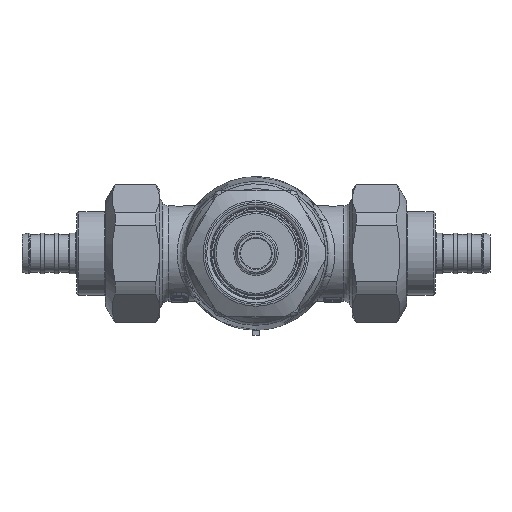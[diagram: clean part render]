
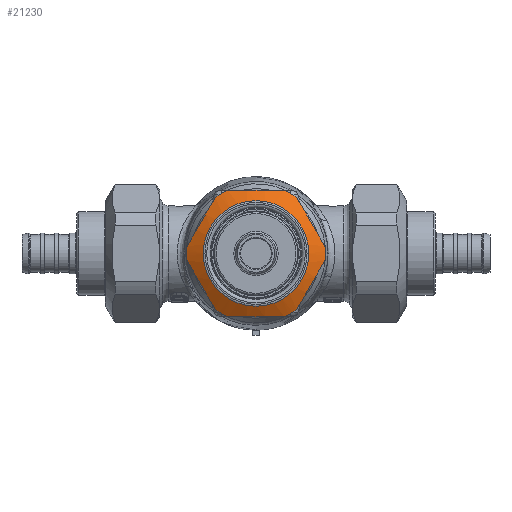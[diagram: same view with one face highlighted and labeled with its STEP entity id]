
A CAD part, front view. The second image highlights one B-rep face of the part: STEP entity #21230.
In plain terms, the highlighted conical face has half-angle 60 degrees and reference radius 17.78 mm.
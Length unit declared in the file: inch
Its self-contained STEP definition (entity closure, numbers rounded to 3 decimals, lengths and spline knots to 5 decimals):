
#37=(
BOUNDED_CURVE()
B_SPLINE_CURVE(2,(#76171,#76172,#76173),.UNSPECIFIED.,.F.,.F.)
B_SPLINE_CURVE_WITH_KNOTS((3,3),(0.,1.67512),.UNSPECIFIED.)
CURVE()
GEOMETRIC_REPRESENTATION_ITEM()
RATIONAL_B_SPLINE_CURVE((1.,1.096,1.))
REPRESENTATION_ITEM('')
);
#38=(
BOUNDED_CURVE()
B_SPLINE_CURVE(2,(#76177,#76178,#76179),.UNSPECIFIED.,.F.,.F.)
B_SPLINE_CURVE_WITH_KNOTS((3,3),(0.,1.67512),.UNSPECIFIED.)
CURVE()
GEOMETRIC_REPRESENTATION_ITEM()
RATIONAL_B_SPLINE_CURVE((1.,1.096,1.))
REPRESENTATION_ITEM('')
);
#39=(
BOUNDED_CURVE()
B_SPLINE_CURVE(2,(#76183,#76184,#76185),.UNSPECIFIED.,.F.,.F.)
B_SPLINE_CURVE_WITH_KNOTS((3,3),(0.,1.67512),.UNSPECIFIED.)
CURVE()
GEOMETRIC_REPRESENTATION_ITEM()
RATIONAL_B_SPLINE_CURVE((1.,1.096,1.))
REPRESENTATION_ITEM('')
);
#40=(
BOUNDED_CURVE()
B_SPLINE_CURVE(2,(#76189,#76190,#76191),.UNSPECIFIED.,.F.,.F.)
B_SPLINE_CURVE_WITH_KNOTS((3,3),(0.,1.67512),.UNSPECIFIED.)
CURVE()
GEOMETRIC_REPRESENTATION_ITEM()
RATIONAL_B_SPLINE_CURVE((1.,1.096,1.))
REPRESENTATION_ITEM('')
);
#41=(
BOUNDED_CURVE()
B_SPLINE_CURVE(2,(#76195,#76196,#76197),.UNSPECIFIED.,.F.,.F.)
B_SPLINE_CURVE_WITH_KNOTS((3,3),(0.,1.67512),.UNSPECIFIED.)
CURVE()
GEOMETRIC_REPRESENTATION_ITEM()
RATIONAL_B_SPLINE_CURVE((1.,1.096,1.))
REPRESENTATION_ITEM('')
);
#42=(
BOUNDED_CURVE()
B_SPLINE_CURVE(2,(#76201,#76202,#76203),.UNSPECIFIED.,.F.,.F.)
B_SPLINE_CURVE_WITH_KNOTS((3,3),(0.,1.67512),.UNSPECIFIED.)
CURVE()
GEOMETRIC_REPRESENTATION_ITEM()
RATIONAL_B_SPLINE_CURVE((1.,1.096,1.))
REPRESENTATION_ITEM('')
);
#1065=CONICAL_SURFACE('',#23524,0.7,1.047);
#2610=FACE_OUTER_BOUND('',#4021,.T.);
#4021=EDGE_LOOP('',(#18059,#18060,#18061,#18062,#18063,#18064,#18065,#18066,
#18067,#18068,#18069,#18070,#18071,#18072,#18073,#18074));
#5258=CIRCLE('',#23521,0.60928);
#5260=CIRCLE('',#23525,0.8);
#5261=CIRCLE('',#23526,0.8);
#5262=CIRCLE('',#23527,0.8);
#5263=CIRCLE('',#23528,0.8);
#5264=CIRCLE('',#23529,0.8);
#5265=CIRCLE('',#23530,0.8);
#5266=CIRCLE('',#23531,0.8);
#6109=LINE('',#76167,#6953);
#6953=VECTOR('',#28890,0.7);
#9248=VERTEX_POINT('',#76159);
#9250=VERTEX_POINT('',#76166);
#9251=VERTEX_POINT('',#76168);
#9252=VERTEX_POINT('',#76170);
#9253=VERTEX_POINT('',#76174);
#9254=VERTEX_POINT('',#76176);
#9255=VERTEX_POINT('',#76180);
#9256=VERTEX_POINT('',#76182);
#9257=VERTEX_POINT('',#76186);
#9258=VERTEX_POINT('',#76188);
#9259=VERTEX_POINT('',#76192);
#9260=VERTEX_POINT('',#76194);
#9261=VERTEX_POINT('',#76198);
#9262=VERTEX_POINT('',#76200);
#12190=EDGE_CURVE('',#9248,#9248,#5258,.T.);
#12192=EDGE_CURVE('',#9248,#9250,#6109,.T.);
#12193=EDGE_CURVE('',#9251,#9250,#5260,.T.);
#12194=EDGE_CURVE('',#9252,#9251,#37,.T.);
#12195=EDGE_CURVE('',#9253,#9252,#5261,.T.);
#12196=EDGE_CURVE('',#9254,#9253,#38,.T.);
#12197=EDGE_CURVE('',#9255,#9254,#5262,.T.);
#12198=EDGE_CURVE('',#9256,#9255,#39,.T.);
#12199=EDGE_CURVE('',#9257,#9256,#5263,.T.);
#12200=EDGE_CURVE('',#9258,#9257,#40,.T.);
#12201=EDGE_CURVE('',#9259,#9258,#5264,.T.);
#12202=EDGE_CURVE('',#9260,#9259,#41,.T.);
#12203=EDGE_CURVE('',#9261,#9260,#5265,.T.);
#12204=EDGE_CURVE('',#9262,#9261,#42,.T.);
#12205=EDGE_CURVE('',#9250,#9262,#5266,.T.);
#18059=ORIENTED_EDGE('',*,*,#12190,.F.);
#18060=ORIENTED_EDGE('',*,*,#12192,.T.);
#18061=ORIENTED_EDGE('',*,*,#12193,.F.);
#18062=ORIENTED_EDGE('',*,*,#12194,.F.);
#18063=ORIENTED_EDGE('',*,*,#12195,.F.);
#18064=ORIENTED_EDGE('',*,*,#12196,.F.);
#18065=ORIENTED_EDGE('',*,*,#12197,.F.);
#18066=ORIENTED_EDGE('',*,*,#12198,.F.);
#18067=ORIENTED_EDGE('',*,*,#12199,.F.);
#18068=ORIENTED_EDGE('',*,*,#12200,.F.);
#18069=ORIENTED_EDGE('',*,*,#12201,.F.);
#18070=ORIENTED_EDGE('',*,*,#12202,.F.);
#18071=ORIENTED_EDGE('',*,*,#12203,.F.);
#18072=ORIENTED_EDGE('',*,*,#12204,.F.);
#18073=ORIENTED_EDGE('',*,*,#12205,.F.);
#18074=ORIENTED_EDGE('',*,*,#12192,.F.);
#21230=ADVANCED_FACE('',(#2610),#1065,.T.);
#23521=AXIS2_PLACEMENT_3D('',#76161,#28882,#28883);
#23524=AXIS2_PLACEMENT_3D('',#76165,#28888,#28889);
#23525=AXIS2_PLACEMENT_3D('',#76169,#28891,#28892);
#23526=AXIS2_PLACEMENT_3D('',#76175,#28893,#28894);
#23527=AXIS2_PLACEMENT_3D('',#76181,#28895,#28896);
#23528=AXIS2_PLACEMENT_3D('',#76187,#28897,#28898);
#23529=AXIS2_PLACEMENT_3D('',#76193,#28899,#28900);
#23530=AXIS2_PLACEMENT_3D('',#76199,#28901,#28902);
#23531=AXIS2_PLACEMENT_3D('',#76204,#28903,#28904);
#28882=DIRECTION('center_axis',(0.,-1.,0.));
#28883=DIRECTION('ref_axis',(-1.,0.,0.));
#28888=DIRECTION('center_axis',(0.,1.,0.));
#28889=DIRECTION('ref_axis',(1.,0.,0.));
#28890=DIRECTION('',(-0.866,0.5,0.));
#28891=DIRECTION('center_axis',(0.,1.,0.));
#28892=DIRECTION('ref_axis',(-1.,0.,0.));
#28893=DIRECTION('center_axis',(0.,1.,0.));
#28894=DIRECTION('ref_axis',(-1.,0.,0.));
#28895=DIRECTION('center_axis',(0.,1.,0.));
#28896=DIRECTION('ref_axis',(-1.,0.,0.));
#28897=DIRECTION('center_axis',(0.,1.,0.));
#28898=DIRECTION('ref_axis',(-1.,0.,0.));
#28899=DIRECTION('center_axis',(0.,1.,0.));
#28900=DIRECTION('ref_axis',(-1.,0.,0.));
#28901=DIRECTION('center_axis',(0.,1.,0.));
#28902=DIRECTION('ref_axis',(-1.,0.,0.));
#28903=DIRECTION('center_axis',(0.,1.,0.));
#28904=DIRECTION('ref_axis',(-1.,0.,0.));
#76159=CARTESIAN_POINT('',(-0.60928,-2.50437,0.));
#76161=CARTESIAN_POINT('Origin',(0.,-2.50437,
0.));
#76165=CARTESIAN_POINT('Origin',(0.,-2.45199,
0.));
#76166=CARTESIAN_POINT('',(-0.8,-2.39425,0.));
#76167=CARTESIAN_POINT('',(-0.7,-2.45199,0.));
#76168=CARTESIAN_POINT('',(-0.79583,-2.39425,-0.08158));
#76169=CARTESIAN_POINT('Origin',(0.,-2.39425,0.));
#76170=CARTESIAN_POINT('',(-0.46857,-2.39425,-0.64842));
#76171=CARTESIAN_POINT('Ctrl Pts',(-0.46857,-2.39425,
-0.64842));
#76172=CARTESIAN_POINT('Ctrl Pts',(-0.6322,-2.47155,
-0.365));
#76173=CARTESIAN_POINT('Ctrl Pts',(-0.79583,-2.39425,
-0.08158));
#76174=CARTESIAN_POINT('',(-0.32726,-2.39425,-0.73));
#76175=CARTESIAN_POINT('Origin',(0.,-2.39425,0.));
#76176=CARTESIAN_POINT('',(0.32726,-2.39425,-0.73));
#76177=CARTESIAN_POINT('Ctrl Pts',(0.32726,-2.39425,
-0.73));
#76178=CARTESIAN_POINT('Ctrl Pts',(0.,-2.47155,
-0.73));
#76179=CARTESIAN_POINT('Ctrl Pts',(-0.32726,-2.39425,
-0.73));
#76180=CARTESIAN_POINT('',(0.46857,-2.39425,-0.64842));
#76181=CARTESIAN_POINT('Origin',(0.,-2.39425,0.));
#76182=CARTESIAN_POINT('',(0.79583,-2.39425,-0.08158));
#76183=CARTESIAN_POINT('Ctrl Pts',(0.79583,-2.39425,
-0.08158));
#76184=CARTESIAN_POINT('Ctrl Pts',(0.6322,-2.47155,-0.365));
#76185=CARTESIAN_POINT('Ctrl Pts',(0.46857,-2.39425,
-0.64842));
#76186=CARTESIAN_POINT('',(0.79583,-2.39425,0.08158));
#76187=CARTESIAN_POINT('Origin',(0.,-2.39425,0.));
#76188=CARTESIAN_POINT('',(0.46857,-2.39425,0.64842));
#76189=CARTESIAN_POINT('Ctrl Pts',(0.46857,-2.39425,
0.64842));
#76190=CARTESIAN_POINT('Ctrl Pts',(0.6322,-2.47155,0.365));
#76191=CARTESIAN_POINT('Ctrl Pts',(0.79583,-2.39425,
0.08158));
#76192=CARTESIAN_POINT('',(0.32726,-2.39425,0.73));
#76193=CARTESIAN_POINT('Origin',(0.,-2.39425,0.));
#76194=CARTESIAN_POINT('',(-0.32726,-2.39425,0.73));
#76195=CARTESIAN_POINT('Ctrl Pts',(-0.32726,-2.39425,
0.73));
#76196=CARTESIAN_POINT('Ctrl Pts',(0.,-2.47155,
0.73));
#76197=CARTESIAN_POINT('Ctrl Pts',(0.32726,-2.39425,
0.73));
#76198=CARTESIAN_POINT('',(-0.46857,-2.39425,0.64842));
#76199=CARTESIAN_POINT('Origin',(0.,-2.39425,0.));
#76200=CARTESIAN_POINT('',(-0.79583,-2.39425,0.08158));
#76201=CARTESIAN_POINT('Ctrl Pts',(-0.79583,-2.39425,
0.08158));
#76202=CARTESIAN_POINT('Ctrl Pts',(-0.6322,-2.47155,
0.365));
#76203=CARTESIAN_POINT('Ctrl Pts',(-0.46857,-2.39425,
0.64842));
#76204=CARTESIAN_POINT('Origin',(0.,-2.39425,0.));
